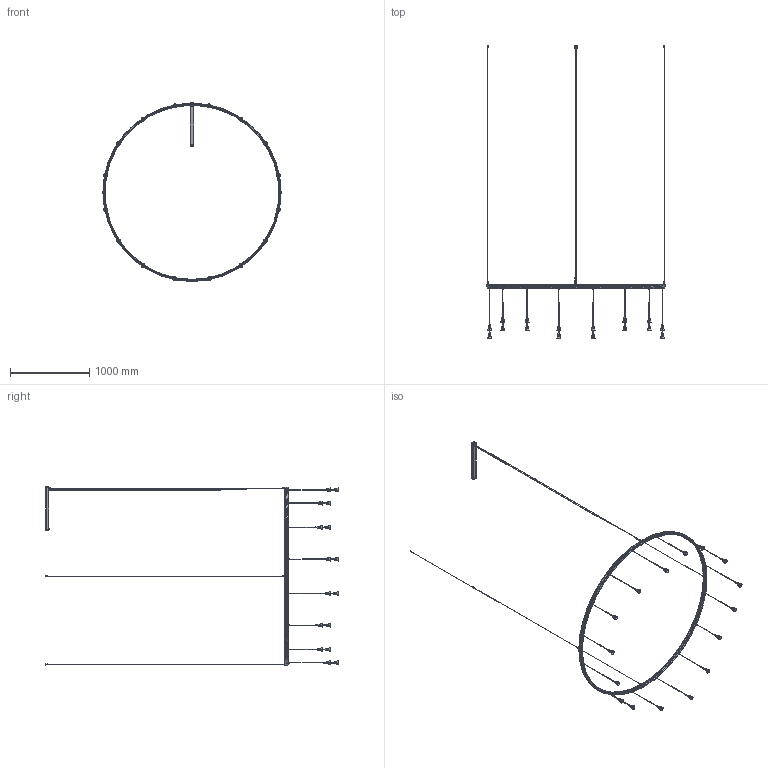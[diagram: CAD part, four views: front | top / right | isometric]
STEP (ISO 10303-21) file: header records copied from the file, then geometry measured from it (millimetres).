
FILE_DESCRIPTION (( 'STEP AP214' ), '1' );
FILE_NAME ('35752xxxyyy SKYBELL CIRCLE S 16L 40 (actualizado 01-07-20).STEP', '2020-07-01T10:09:12', ( '' ), ( '' ), 'SwSTEP 2.0', 'SolidWorks 2019', '' );
FILE_SCHEMA (( 'AUTOMOTIVE_DESIGN' ));
Length unit declared in the file: millimetre
Products named in the file (71): SUB357-003 - para aligerar; 920-003; SUB357-034; 914-072; 920-053; SUB357-002 para aligerar; SUB35-002 - para aligerar; D965-416A2; 357-002; 908-053-250; SUB357-001 - para aligerar; 259-809; D913-512A2; 357-001; 357-015; CABLE S 12; 920-054; D7985-256 A2; 908-053-180; 357-193; 908-053-350; 357-136; 259-104_COLOCADA; 932-104; 357-003; 909-085; 920-005; 357-192; 914-033; 245-27-08; 357-125; 918-052; 357-006  A 180mm; 357-120; 920-062; 357-117; SUB357-022 - para aligerar; 357-190; 914-187; 357-005 ...
Assembly tree (245 placements, depth 4):
  914-072
  35752xxxyyy SKYBELL CIRCLE S 16L 40 (actualizado 01-07-20)
    357-190  x4
    SUB357-034
      357-191
      357-192
      920-062
      D965-416A2  x2
      920-003
      920-054
      920-053
      D913-512A2
      914-187  x2
    SUB357-034
      357-191
      357-192
      920-062
      D965-416A2  x2
      920-003
      920-054
      920-053
      D913-512A2
      914-187  x2
    SUB357-034
      357-191
      357-192
      920-062
      D965-416A2  x2
      920-003
      920-054
      920-053
      D913-512A2
      914-187  x2
    SUB357-034
      357-191
      357-192
      920-062
      D965-416A2  x2
      920-003
      920-054
      920-053
      D913-512A2
      914-187  x2
    SUB357-003 - para aligerar
      357-001
      357-136
      357-015
      918-052
      259-104_COLOCADA
      908-053-350
        357-006  A 180mm
        357-005
    SUB357-002 para aligerar
      357-001
      357-136
      357-003
      908-053-250
        357-006  A 180mm
        357-005
      918-052
Bounding box: 2252 x 3694.29 x 2259.79 mm (x, y, z)
Volume: 3164769.7 mm3; surface area: 3016511.4 mm2
Topology: 277 solids, 277 shells, 8100 faces, 18987 edges, 11818 vertices
Faces by surface type: plane 2639, cylinder 2115, cone 1404, bspline 1202, torus 710, sphere 30
Entity records: 66338 total; most frequent: CARTESIAN_POINT 17142, DIRECTION 8885, ORIENTED_EDGE 8806, EDGE_CURVE 4403, AXIS2_PLACEMENT_3D 3342, VERTEX_POINT 2781, VECTOR 2201, LINE 2201
